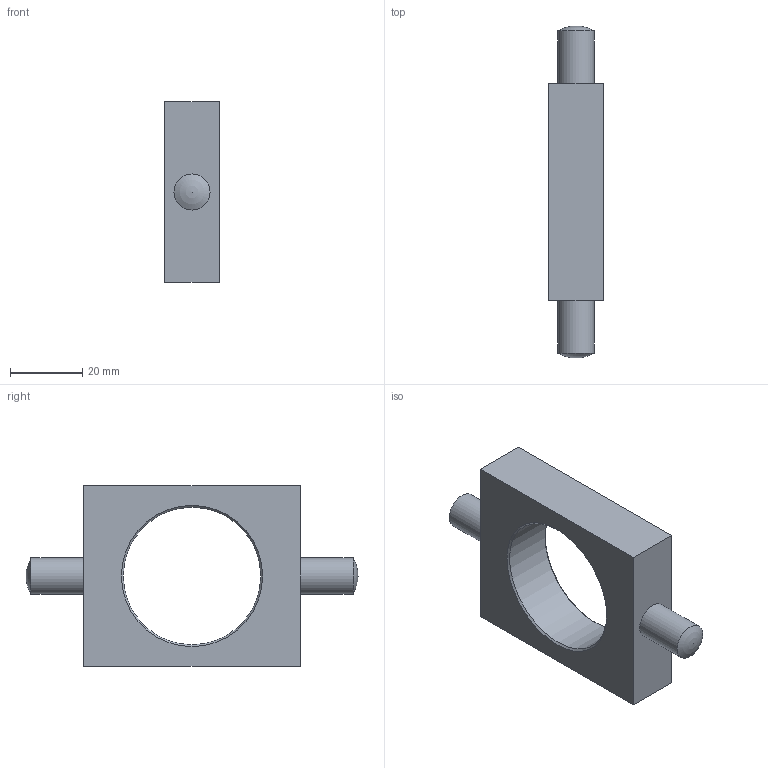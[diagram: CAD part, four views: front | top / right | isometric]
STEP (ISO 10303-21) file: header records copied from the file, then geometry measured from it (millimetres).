
FILE_DESCRIPTION(/* description */ ('STEP AP214'),/* implementation_level */ '2;1');
FILE_NAME(/* name */ '195864_WBN-40',/* time_stamp */ '2024-09-18T13:26:14+02:00',/* author */ ('License CC BY-ND 4.0'),/* organization */ ('CADENAS'),/* preprocessor_version */ 'ST-DEVELOPER v19.3',/* originating_system */ 'PARTsolutions',/* authorisation */ ' ');
FILE_SCHEMA (('AUTOMOTIVE_DESIGN {1 0 10303 214 3 1 1}'));
Length unit declared in the file: millimetre
Products named in the file (1): 195864 WBN-40
Bounding box: 15 x 92 x 50 mm (x, y, z)
Volume: 30279 mm3; surface area: 9678.2 mm2
Topology: 1 solids, 1 shells, 13 faces, 32 edges, 21 vertices
Faces by surface type: plane 6, cylinder 3, sphere 2, cone 2
Full cylindrical faces by diameter (mm): 10 x2, 38.1 x1
Entity records: 340 total; most frequent: DIRECTION 56, CARTESIAN_POINT 50, ORIENTED_EDGE 40, EDGE_LOOP 22, FACE_BOUND 22, AXIS2_PLACEMENT_3D 22, EDGE_CURVE 20, VERTEX_POINT 16
